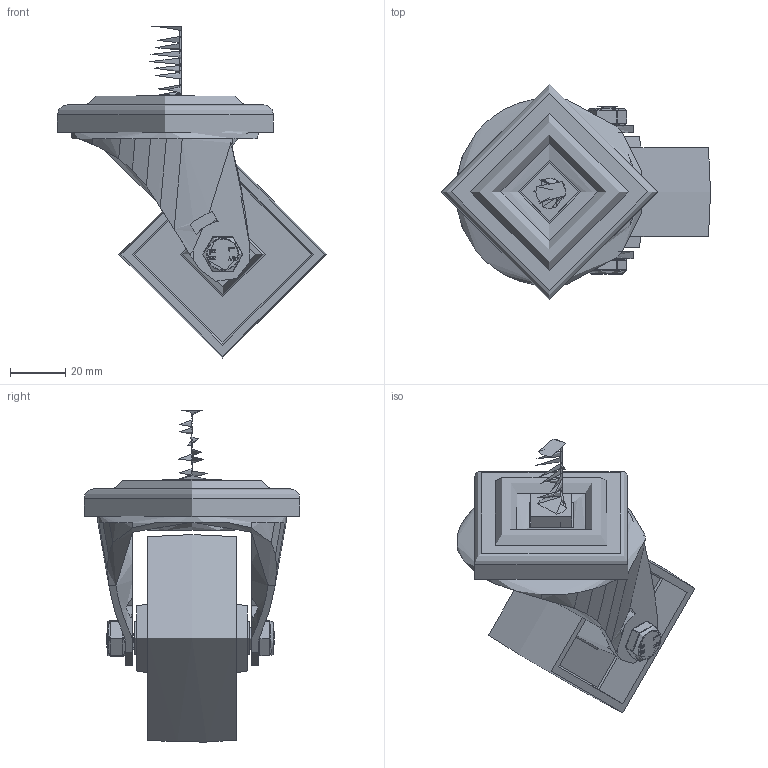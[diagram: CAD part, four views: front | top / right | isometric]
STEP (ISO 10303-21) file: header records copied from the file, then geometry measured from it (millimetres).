
FILE_DESCRIPTION(/* description */ (''),/* implementation_level */ '2;1');
FILE_NAME(/* name */ 'BZH75CIST.step',/* time_stamp */ '2024-09-30T15:46:03+01:00',/* author */ (''),/* organization */ (''),/* preprocessor_version */ 'ST-DEVELOPER v20',/* originating_system */ 'Autodesk Translation Framework v13.20.0.188',/* authorisation */ '');
FILE_SCHEMA (('AUTOMOTIVE_DESIGN { 1 0 10303 214 3 1 1 }'));
Length unit declared in the file: millimetre
Products named in the file (13): BZH75CIST; BZH75ASST v2; ZINC PLATED, PRESSED STEEL HEAD; ZINC PLATED, PRESSED STEEL FORKS; FIXED THREADED STEM; BZMM75WCI v1; CAST IRON WHEEL; TUBEM12X40 v1; ZINC PLATED STEEL TUBE; HEXBOLTM8X55Z8.8 v2; GRADE 8.8 ZINC PLATED BOLT; NM8GR8FULLZHT v1; M8 NUT
Assembly tree (12 placements, depth 3):
  BZH75CIST
    BZH75ASST v2
      ZINC PLATED, PRESSED STEEL HEAD
      ZINC PLATED, PRESSED STEEL FORKS
      FIXED THREADED STEM
    BZMM75WCI v1
      CAST IRON WHEEL
    TUBEM12X40 v1
      ZINC PLATED STEEL TUBE
    HEXBOLTM8X55Z8.8 v2
      GRADE 8.8 ZINC PLATED BOLT
    NM8GR8FULLZHT v1
      M8 NUT
Bounding box: 97.2 x 78 x 119.92 mm (x, y, z)
Volume: 114867.7 mm3; surface area: 68140.9 mm2
Topology: 7 solids, 7 shells, 409 faces, 1033 edges, 652 vertices
Faces by surface type: cylinder 148, plane 134, bspline 62, sphere 24, cone 23, torus 18
Full cylindrical faces by diameter (mm): 0.664 x2, 6.446 x7, 7.866 x13, 8 x2, 8.2 x2, 8.4 x1, 9.836 x13, 11.5 x1, 11.834 x14, 11.9 x1, 12.2 x1, 15.5 x1, 16.009 x1, 17 x1, 21 x1, 42 x1, 44 x1, 63 x1, 65.5 x2, 68 x1, 73 x1, 78 x1
Entity records: 24641 total; most frequent: CARTESIAN_POINT 14972, ORIENTED_EDGE 2054, DIRECTION 1803, EDGE_CURVE 1027, AXIS2_PLACEMENT_3D 711, VERTEX_POINT 652, EDGE_LOOP 447, FACE_OUTER_BOUND 409
